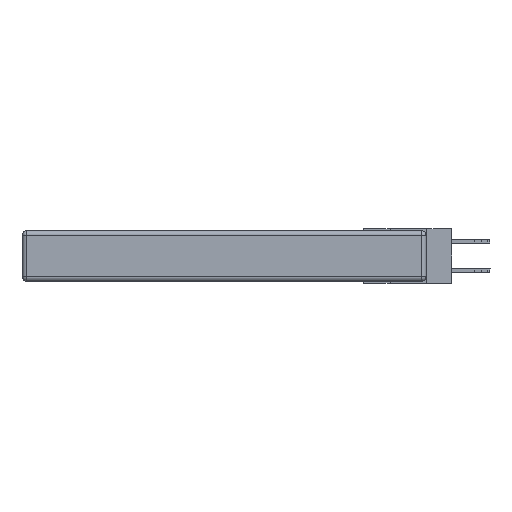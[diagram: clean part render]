
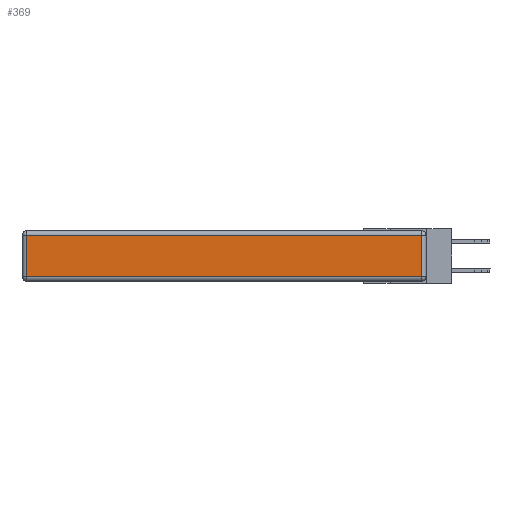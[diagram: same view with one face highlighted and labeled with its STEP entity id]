
A CAD part, left-side view. The second image highlights one B-rep face of the part: STEP entity #369.
In plain terms, the highlighted planar face has unit normal (-1, 0, 0).
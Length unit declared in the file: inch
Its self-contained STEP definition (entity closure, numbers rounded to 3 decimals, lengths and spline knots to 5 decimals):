
#369 = ADVANCED_FACE ( 'NONE', ( #7943 ), #13211, .T. ) ;
#1328 = CARTESIAN_POINT ( 'NONE',  ( 0., 0.03, -0.313 ) ) ;
#1797 = DIRECTION ( 'NONE',  ( 0., -1., 0. ) ) ;
#2004 = DIRECTION ( 'NONE',  ( -1., 0., 0. ) ) ;
#2285 = EDGE_LOOP ( 'NONE', ( #12623, #6576, #13529, #16029 ) ) ;
#3615 = VERTEX_POINT ( 'NONE', #18130 ) ;
#3747 = DIRECTION ( 'NONE',  ( 0., 0., 1. ) ) ;
#4350 = LINE ( 'NONE', #5424, #14969 ) ;
#5198 = VERTEX_POINT ( 'NONE', #1328 ) ;
#5424 = CARTESIAN_POINT ( 'NONE',  ( 0., 0., -0.313 ) ) ;
#5496 = EDGE_CURVE ( 'NONE', #5198, #7014, #21817, .T. ) ;
#6164 = LINE ( 'NONE', #16046, #10571 ) ;
#6576 = ORIENTED_EDGE ( 'NONE', *, *, #5496, .T. ) ;
#6622 = DIRECTION ( 'NONE',  ( 0., 1., 0. ) ) ;
#7014 = VERTEX_POINT ( 'NONE', #22523 ) ;
#7943 = FACE_OUTER_BOUND ( 'NONE', #2285, .T. ) ;
#9027 = EDGE_CURVE ( 'NONE', #3615, #23842, #9866, .T. ) ;
#9866 = LINE ( 'NONE', #18192, #15186 ) ;
#9975 = DIRECTION ( 'NONE',  ( 0., 0., 1. ) ) ;
#10571 = VECTOR ( 'NONE', #6622, 39.37008 ) ;
#10597 = VECTOR ( 'NONE', #9975, 39.37008 ) ;
#12153 = CARTESIAN_POINT ( 'NONE',  ( 0., 2.72, -0.313 ) ) ;
#12623 = ORIENTED_EDGE ( 'NONE', *, *, #19119, .T. ) ;
#13211 = PLANE ( 'NONE',  #18224 ) ;
#13529 = ORIENTED_EDGE ( 'NONE', *, *, #21440, .T. ) ;
#14969 = VECTOR ( 'NONE', #1797, 39.37008 ) ;
#15186 = VECTOR ( 'NONE', #19980, 39.37008 ) ;
#16029 = ORIENTED_EDGE ( 'NONE', *, *, #9027, .T. ) ;
#16046 = CARTESIAN_POINT ( 'NONE',  ( 0., 2.75, -0.03 ) ) ;
#17124 = CARTESIAN_POINT ( 'NONE',  ( 0., 0., -0.343 ) ) ;
#18130 = CARTESIAN_POINT ( 'NONE',  ( 0., 2.72, -0.03 ) ) ;
#18192 = CARTESIAN_POINT ( 'NONE',  ( 0., 2.72, -0.343 ) ) ;
#18224 = AXIS2_PLACEMENT_3D ( 'NONE', #17124, #2004, #3747 ) ;
#19119 = EDGE_CURVE ( 'NONE', #23842, #5198, #4350, .T. ) ;
#19980 = DIRECTION ( 'NONE',  ( 0., 0., -1. ) ) ;
#21286 = CARTESIAN_POINT ( 'NONE',  ( 0., 0.03, -0.343 ) ) ;
#21440 = EDGE_CURVE ( 'NONE', #7014, #3615, #6164, .T. ) ;
#21817 = LINE ( 'NONE', #21286, #10597 ) ;
#22523 = CARTESIAN_POINT ( 'NONE',  ( 0., 0.03, -0.03 ) ) ;
#23842 = VERTEX_POINT ( 'NONE', #12153 ) ;
